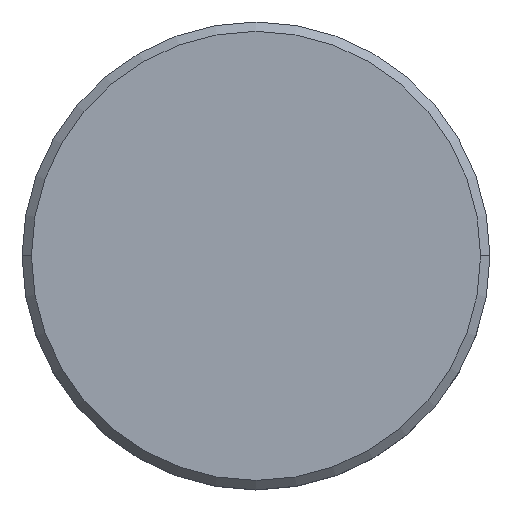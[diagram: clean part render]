
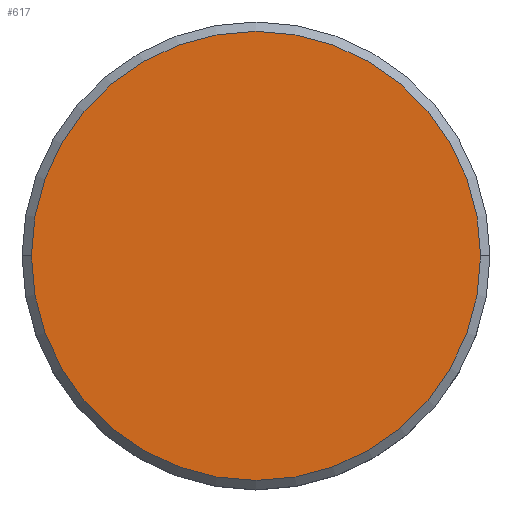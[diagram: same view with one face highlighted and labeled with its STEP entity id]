
A CAD part, top view. The second image highlights one B-rep face of the part: STEP entity #617.
In plain terms, the highlighted planar face has unit normal (0, 0, 1).
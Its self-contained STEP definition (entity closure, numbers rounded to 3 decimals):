
#36 = DIRECTION ( 'NONE',  ( 1., 0., 0. ) ) ;
#112 = CARTESIAN_POINT ( 'NONE',  ( 0., 0., 0. ) ) ;
#130 = ORIENTED_EDGE ( 'NONE', *, *, #964, .T. ) ;
#245 = AXIS2_PLACEMENT_3D ( 'NONE', #661, #1027, #36 ) ;
#280 = EDGE_CURVE ( 'NONE', #466, #811, #952, .T. ) ;
#310 = DIRECTION ( 'NONE',  ( 1., 0., 0. ) ) ;
#336 = EDGE_LOOP ( 'NONE', ( #130, #856 ) ) ;
#429 = CARTESIAN_POINT ( 'NONE',  ( 12., 0., 0. ) ) ;
#466 = VERTEX_POINT ( 'NONE', #429 ) ;
#473 = AXIS2_PLACEMENT_3D ( 'NONE', #112, #940, #488 ) ;
#488 = DIRECTION ( 'NONE',  ( 1., 0., 0. ) ) ;
#502 = CARTESIAN_POINT ( 'NONE',  ( -12., 0., 0. ) ) ;
#593 = CIRCLE ( 'NONE', #786, 12. ) ;
#617 = ADVANCED_FACE ( 'NONE', ( #850 ), #839, .T. ) ;
#661 = CARTESIAN_POINT ( 'NONE',  ( 0., 0., 0. ) ) ;
#763 = DIRECTION ( 'NONE',  ( 0., 0., 1. ) ) ;
#786 = AXIS2_PLACEMENT_3D ( 'NONE', #837, #763, #310 ) ;
#811 = VERTEX_POINT ( 'NONE', #502 ) ;
#837 = CARTESIAN_POINT ( 'NONE',  ( 0., 0., 0. ) ) ;
#839 = PLANE ( 'NONE',  #245 ) ;
#850 = FACE_OUTER_BOUND ( 'NONE', #336, .T. ) ;
#856 = ORIENTED_EDGE ( 'NONE', *, *, #280, .T. ) ;
#940 = DIRECTION ( 'NONE',  ( 0., 0., 1. ) ) ;
#952 = CIRCLE ( 'NONE', #473, 12. ) ;
#964 = EDGE_CURVE ( 'NONE', #811, #466, #593, .T. ) ;
#1027 = DIRECTION ( 'NONE',  ( 0., 0., 1. ) ) ;
